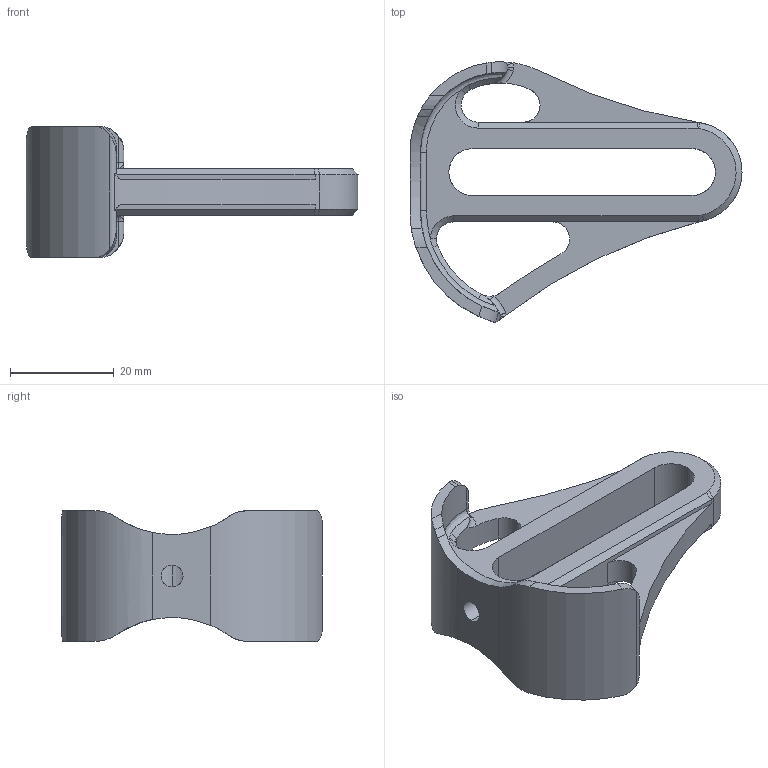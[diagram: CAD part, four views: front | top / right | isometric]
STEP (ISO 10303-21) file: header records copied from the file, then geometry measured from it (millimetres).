
FILE_DESCRIPTION (( 'STEP AP214' ), '1' );
FILE_NAME ('DS1007.STEP', '2023-01-09T18:45:31', ( '' ), ( '' ), 'SwSTEP 2.0', 'SolidWorks 2022', '' );
FILE_SCHEMA (( 'AUTOMOTIVE_DESIGN' ));
Length unit declared in the file: inch
Products named in the file (1): DS1007
Bounding box: 63.98 x 50.14 x 25.15 mm (x, y, z)
Volume: 11624.7 mm3; surface area: 7548.6 mm2
Topology: 1 solids, 1 shells, 129 faces, 366 edges, 231 vertices
Faces by surface type: cylinder 54, plane 26, bspline 19, cone 18, torus 12
Entity records: 6050 total; most frequent: CARTESIAN_POINT 3050, ORIENTED_EDGE 724, DIRECTION 483, EDGE_CURVE 362, VERTEX_POINT 231, AXIS2_PLACEMENT_3D 197, B_SPLINE_CURVE_WITH_KNOTS 182, EDGE_LOOP 133
